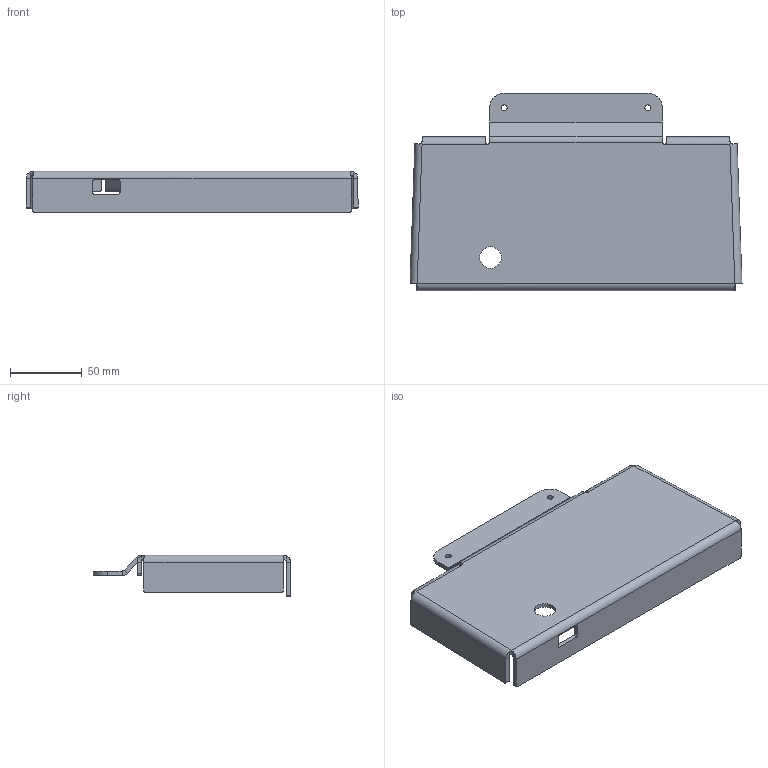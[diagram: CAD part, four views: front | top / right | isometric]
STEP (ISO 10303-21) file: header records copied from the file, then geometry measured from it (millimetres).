
FILE_DESCRIPTION (( 'STEP AP214' ), '1' );
FILE_NAME ('Case - Thick - Clear.STEP', '2015-03-19T21:27:51', ( '' ), ( '' ), 'SwSTEP 2.0', 'SolidWorks 2014', '' );
FILE_SCHEMA (( 'AUTOMOTIVE_DESIGN' ));
Length unit declared in the file: millimetre
Products named in the file (1): Case - Thick - Clear
Bounding box: 230.67 x 137.08 x 28.89 mm (x, y, z)
Volume: 114674.5 mm3; surface area: 79572.8 mm2
Topology: 1 solids, 1 shells, 98 faces, 246 edges, 150 vertices
Faces by surface type: plane 52, cylinder 42, bspline 4
Entity records: 3214 total; most frequent: CARTESIAN_POINT 863, ORIENTED_EDGE 492, DIRECTION 474, EDGE_CURVE 246, AXIS2_PLACEMENT_3D 167, VERTEX_POINT 150, LINE 140, VECTOR 140
